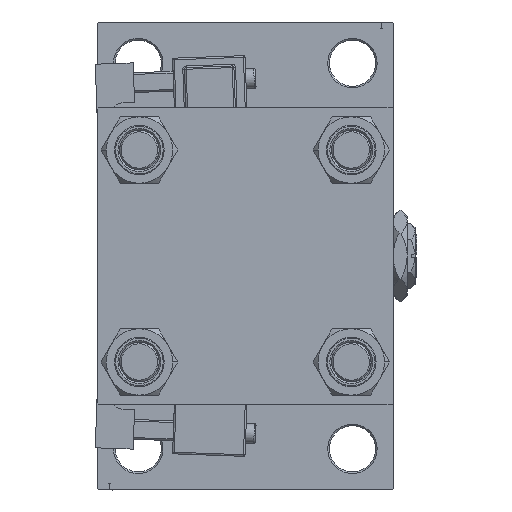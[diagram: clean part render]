
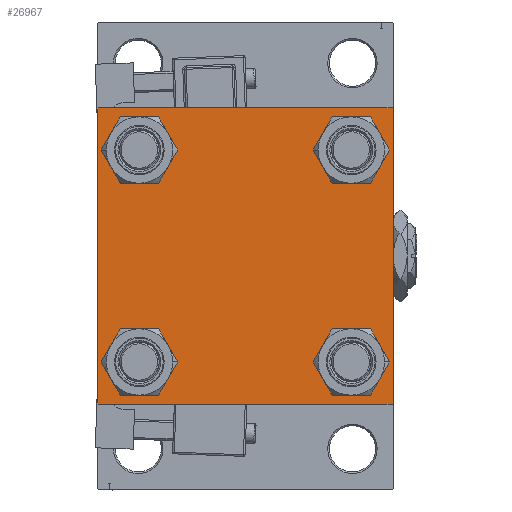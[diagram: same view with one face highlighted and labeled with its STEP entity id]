
A CAD part, left-side view. The second image highlights one B-rep face of the part: STEP entity #26967.
In plain terms, the highlighted planar face has unit normal (-1, 0, 0).
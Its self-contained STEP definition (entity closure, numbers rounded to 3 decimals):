
#376 = VERTEX_POINT ( 'NONE', #45003 ) ;
#1053 = LINE ( 'NONE', #26627, #20051 ) ;
#1691 = DIRECTION ( 'NONE',  ( 1., 0., 0. ) ) ;
#1902 = AXIS2_PLACEMENT_3D ( 'NONE', #47317, #38206, #34451 ) ;
#1992 = CARTESIAN_POINT ( 'NONE',  ( 0., 45., -45. ) ) ;
#2328 = DIRECTION ( 'NONE',  ( 0., 0., 1. ) ) ;
#2381 = FACE_BOUND ( 'NONE', #16947, .T. ) ;
#2722 = DIRECTION ( 'NONE',  ( 0., 0.707, 0.707 ) ) ;
#2893 = DIRECTION ( 'NONE',  ( 0., 0., -1. ) ) ;
#4207 = CARTESIAN_POINT ( 'NONE',  ( 0., 32.15, 25.65 ) ) ;
#4481 = CIRCLE ( 'NONE', #1902, 6.5 ) ;
#4521 = CARTESIAN_POINT ( 'NONE',  ( 0., -45., 44.5 ) ) ;
#4546 = LINE ( 'NONE', #34155, #24986 ) ;
#4703 = EDGE_CURVE ( 'NONE', #20516, #10997, #24485, .T. ) ;
#4969 = EDGE_CURVE ( 'NONE', #50526, #51229, #15995, .T. ) ;
#5691 = AXIS2_PLACEMENT_3D ( 'NONE', #44595, #23894, #24153 ) ;
#6168 = CARTESIAN_POINT ( 'NONE',  ( 0., -32.15, -38.65 ) ) ;
#6682 = FACE_BOUND ( 'NONE', #26787, .T. ) ;
#7302 = CARTESIAN_POINT ( 'NONE',  ( 0., 32.15, -25.65 ) ) ;
#7348 = CIRCLE ( 'NONE', #48591, 6.5 ) ;
#7418 = DIRECTION ( 'NONE',  ( 1., 0., 0. ) ) ;
#8274 = LINE ( 'NONE', #37061, #20327 ) ;
#8329 = DIRECTION ( 'NONE',  ( 0., -0.707, -0.707 ) ) ;
#8656 = EDGE_CURVE ( 'NONE', #29335, #32132, #52111, .T. ) ;
#8748 = AXIS2_PLACEMENT_3D ( 'NONE', #24671, #20342, #14515 ) ;
#9049 = AXIS2_PLACEMENT_3D ( 'NONE', #35213, #51596, #9913 ) ;
#9143 = CARTESIAN_POINT ( 'NONE',  ( 0., 44.5, -45. ) ) ;
#9369 = ORIENTED_EDGE ( 'NONE', *, *, #45539, .T. ) ;
#9508 = EDGE_CURVE ( 'NONE', #18282, #16715, #37536, .T. ) ;
#9913 = DIRECTION ( 'NONE',  ( 0., 0., 1. ) ) ;
#10480 = CARTESIAN_POINT ( 'NONE',  ( 0., -44.5, 45. ) ) ;
#10912 = VECTOR ( 'NONE', #47940, 1000. ) ;
#10997 = VERTEX_POINT ( 'NONE', #37399 ) ;
#11501 = CIRCLE ( 'NONE', #14948, 6.5 ) ;
#11600 = ORIENTED_EDGE ( 'NONE', *, *, #42136, .T. ) ;
#11969 = ORIENTED_EDGE ( 'NONE', *, *, #20952, .T. ) ;
#12148 = ORIENTED_EDGE ( 'NONE', *, *, #33594, .T. ) ;
#13703 = EDGE_CURVE ( 'NONE', #47391, #40182, #4546, .T. ) ;
#14084 = VECTOR ( 'NONE', #30475, 1000. ) ;
#14316 = CARTESIAN_POINT ( 'NONE',  ( 0., 45., -44.5 ) ) ;
#14343 = ORIENTED_EDGE ( 'NONE', *, *, #9508, .T. ) ;
#14515 = DIRECTION ( 'NONE',  ( 0., 0., 1. ) ) ;
#14851 = LINE ( 'NONE', #47667, #10912 ) ;
#14862 = CARTESIAN_POINT ( 'NONE',  ( 0., -45., -44.5 ) ) ;
#14948 = AXIS2_PLACEMENT_3D ( 'NONE', #49102, #7418, #52594 ) ;
#15291 = CARTESIAN_POINT ( 'NONE',  ( 0., 32.15, -32.15 ) ) ;
#15624 = CIRCLE ( 'NONE', #8748, 6.5 ) ;
#15995 = CIRCLE ( 'NONE', #5691, 6.5 ) ;
#16311 = ORIENTED_EDGE ( 'NONE', *, *, #8656, .F. ) ;
#16333 = ORIENTED_EDGE ( 'NONE', *, *, #52849, .T. ) ;
#16715 = VERTEX_POINT ( 'NONE', #7302 ) ;
#16947 = EDGE_LOOP ( 'NONE', ( #9369, #14343 ) ) ;
#17049 = EDGE_CURVE ( 'NONE', #10997, #20516, #15624, .T. ) ;
#17545 = CARTESIAN_POINT ( 'NONE',  ( 0., 44.75, 44.75 ) ) ;
#17569 = CARTESIAN_POINT ( 'NONE',  ( 0., -32.15, -32.15 ) ) ;
#18282 = VERTEX_POINT ( 'NONE', #31987 ) ;
#18461 = DIRECTION ( 'NONE',  ( 1., 0., 0. ) ) ;
#18682 = DIRECTION ( 'NONE',  ( 0., -1., 0. ) ) ;
#18788 = DIRECTION ( 'NONE',  ( 0., 0., 1. ) ) ;
#18793 = PLANE ( 'NONE',  #9049 ) ;
#19502 = AXIS2_PLACEMENT_3D ( 'NONE', #15291, #31735, #18788 ) ;
#20051 = VECTOR ( 'NONE', #43004, 1000. ) ;
#20327 = VECTOR ( 'NONE', #41096, 1000. ) ;
#20342 = DIRECTION ( 'NONE',  ( 1., 0., 0. ) ) ;
#20513 = EDGE_CURVE ( 'NONE', #51229, #50526, #4481, .T. ) ;
#20516 = VERTEX_POINT ( 'NONE', #6168 ) ;
#20952 = EDGE_CURVE ( 'NONE', #40182, #48385, #22451, .T. ) ;
#22451 = LINE ( 'NONE', #1992, #32894 ) ;
#23811 = EDGE_LOOP ( 'NONE', ( #37525, #50046 ) ) ;
#23830 = DIRECTION ( 'NONE',  ( 0., 0., 1. ) ) ;
#23894 = DIRECTION ( 'NONE',  ( 1., 0., 0. ) ) ;
#24095 = CARTESIAN_POINT ( 'NONE',  ( 0., -32.15, 32.15 ) ) ;
#24153 = DIRECTION ( 'NONE',  ( 0., 0., 1. ) ) ;
#24485 = CIRCLE ( 'NONE', #38342, 6.5 ) ;
#24513 = EDGE_CURVE ( 'NONE', #52642, #41939, #11501, .T. ) ;
#24671 = CARTESIAN_POINT ( 'NONE',  ( 0., -32.15, -32.15 ) ) ;
#24986 = VECTOR ( 'NONE', #8329, 1000. ) ;
#25500 = CARTESIAN_POINT ( 'NONE',  ( 0., -32.15, 25.65 ) ) ;
#26113 = CARTESIAN_POINT ( 'NONE',  ( 0., 45., 44.5 ) ) ;
#26627 = CARTESIAN_POINT ( 'NONE',  ( 0., 45., 45. ) ) ;
#26787 = EDGE_LOOP ( 'NONE', ( #52040, #28271 ) ) ;
#26803 = ORIENTED_EDGE ( 'NONE', *, *, #36141, .T. ) ;
#26967 = ADVANCED_FACE ( 'NONE', ( #47033, #39253, #2381, #6682, #47838 ), #18793, .T. ) ;
#27279 = CARTESIAN_POINT ( 'NONE',  ( 0., -44.5, -45. ) ) ;
#27645 = CARTESIAN_POINT ( 'NONE',  ( 0., 32.15, -32.15 ) ) ;
#28271 = ORIENTED_EDGE ( 'NONE', *, *, #4969, .T. ) ;
#29335 = VERTEX_POINT ( 'NONE', #4521 ) ;
#29932 = AXIS2_PLACEMENT_3D ( 'NONE', #24095, #43990, #23830 ) ;
#30226 = VERTEX_POINT ( 'NONE', #26113 ) ;
#30241 = VERTEX_POINT ( 'NONE', #10480 ) ;
#30475 = DIRECTION ( 'NONE',  ( 0., 0.707, -0.707 ) ) ;
#31063 = ORIENTED_EDGE ( 'NONE', *, *, #13703, .T. ) ;
#31735 = DIRECTION ( 'NONE',  ( 1., 0., 0. ) ) ;
#31987 = CARTESIAN_POINT ( 'NONE',  ( 0., 32.15, -38.65 ) ) ;
#32132 = VERTEX_POINT ( 'NONE', #14862 ) ;
#32894 = VECTOR ( 'NONE', #18682, 1000. ) ;
#33594 = EDGE_CURVE ( 'NONE', #30226, #47391, #8274, .T. ) ;
#33732 = EDGE_LOOP ( 'NONE', ( #12148, #31063, #11969, #43562, #16311, #26803, #37696, #11600 ) ) ;
#33777 = CARTESIAN_POINT ( 'NONE',  ( 0., -44.75, 44.75 ) ) ;
#34155 = CARTESIAN_POINT ( 'NONE',  ( 0., 44.75, -44.75 ) ) ;
#34215 = CIRCLE ( 'NONE', #29932, 6.5 ) ;
#34451 = DIRECTION ( 'NONE',  ( 0., 0., 1. ) ) ;
#35213 = CARTESIAN_POINT ( 'NONE',  ( 0., 0., 0. ) ) ;
#36141 = EDGE_CURVE ( 'NONE', #29335, #30241, #46386, .T. ) ;
#37061 = CARTESIAN_POINT ( 'NONE',  ( 0., 45., 45. ) ) ;
#37399 = CARTESIAN_POINT ( 'NONE',  ( 0., -32.15, -25.65 ) ) ;
#37525 = ORIENTED_EDGE ( 'NONE', *, *, #17049, .T. ) ;
#37536 = CIRCLE ( 'NONE', #19502, 6.5 ) ;
#37696 = ORIENTED_EDGE ( 'NONE', *, *, #40270, .F. ) ;
#38206 = DIRECTION ( 'NONE',  ( 1., 0., 0. ) ) ;
#38269 = LINE ( 'NONE', #17545, #14084 ) ;
#38342 = AXIS2_PLACEMENT_3D ( 'NONE', #17569, #1691, #42844 ) ;
#39253 = FACE_BOUND ( 'NONE', #23811, .T. ) ;
#39766 = CARTESIAN_POINT ( 'NONE',  ( 0., -45., 45. ) ) ;
#40182 = VERTEX_POINT ( 'NONE', #9143 ) ;
#40270 = EDGE_CURVE ( 'NONE', #376, #30241, #1053, .T. ) ;
#41096 = DIRECTION ( 'NONE',  ( 0., 0., -1. ) ) ;
#41939 = VERTEX_POINT ( 'NONE', #46390 ) ;
#42136 = EDGE_CURVE ( 'NONE', #376, #30226, #38269, .T. ) ;
#42844 = DIRECTION ( 'NONE',  ( 0., 0., 1. ) ) ;
#43004 = DIRECTION ( 'NONE',  ( 0., -1., 0. ) ) ;
#43562 = ORIENTED_EDGE ( 'NONE', *, *, #47529, .T. ) ;
#43990 = DIRECTION ( 'NONE',  ( 1., 0., 0. ) ) ;
#44309 = CARTESIAN_POINT ( 'NONE',  ( 0., 32.15, 38.65 ) ) ;
#44341 = EDGE_LOOP ( 'NONE', ( #16333, #53123 ) ) ;
#44595 = CARTESIAN_POINT ( 'NONE',  ( 0., 32.15, 32.15 ) ) ;
#45003 = CARTESIAN_POINT ( 'NONE',  ( 0., 44.5, 45. ) ) ;
#45539 = EDGE_CURVE ( 'NONE', #16715, #18282, #7348, .T. ) ;
#46386 = LINE ( 'NONE', #33777, #47048 ) ;
#46390 = CARTESIAN_POINT ( 'NONE',  ( 0., -32.15, 38.65 ) ) ;
#47033 = FACE_BOUND ( 'NONE', #44341, .T. ) ;
#47048 = VECTOR ( 'NONE', #2722, 1000. ) ;
#47317 = CARTESIAN_POINT ( 'NONE',  ( 0., 32.15, 32.15 ) ) ;
#47391 = VERTEX_POINT ( 'NONE', #14316 ) ;
#47529 = EDGE_CURVE ( 'NONE', #48385, #32132, #14851, .T. ) ;
#47667 = CARTESIAN_POINT ( 'NONE',  ( 0., -44.75, -44.75 ) ) ;
#47808 = VECTOR ( 'NONE', #2893, 1000. ) ;
#47838 = FACE_OUTER_BOUND ( 'NONE', #33732, .T. ) ;
#47940 = DIRECTION ( 'NONE',  ( 0., -0.707, 0.707 ) ) ;
#48385 = VERTEX_POINT ( 'NONE', #27279 ) ;
#48591 = AXIS2_PLACEMENT_3D ( 'NONE', #27645, #18461, #2328 ) ;
#49102 = CARTESIAN_POINT ( 'NONE',  ( 0., -32.15, 32.15 ) ) ;
#50046 = ORIENTED_EDGE ( 'NONE', *, *, #4703, .T. ) ;
#50526 = VERTEX_POINT ( 'NONE', #4207 ) ;
#51229 = VERTEX_POINT ( 'NONE', #44309 ) ;
#51596 = DIRECTION ( 'NONE',  ( -1., 0., 0. ) ) ;
#52040 = ORIENTED_EDGE ( 'NONE', *, *, #20513, .T. ) ;
#52111 = LINE ( 'NONE', #39766, #47808 ) ;
#52594 = DIRECTION ( 'NONE',  ( 0., 0., 1. ) ) ;
#52642 = VERTEX_POINT ( 'NONE', #25500 ) ;
#52849 = EDGE_CURVE ( 'NONE', #41939, #52642, #34215, .T. ) ;
#53123 = ORIENTED_EDGE ( 'NONE', *, *, #24513, .T. ) ;
